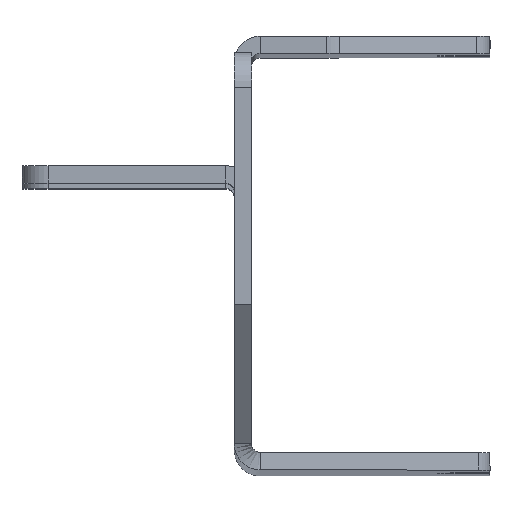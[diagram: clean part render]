
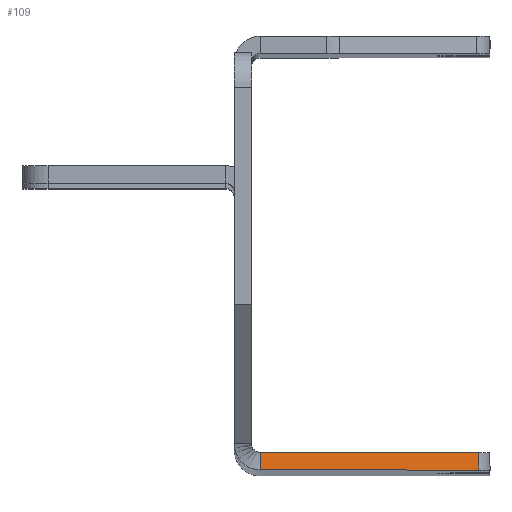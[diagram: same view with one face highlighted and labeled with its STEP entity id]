
A CAD part, top view. The second image highlights one B-rep face of the part: STEP entity #109.
In plain terms, the highlighted planar face has unit normal (0.567, 0, 0.824).
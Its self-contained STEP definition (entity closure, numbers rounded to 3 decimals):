
#109 = ADVANCED_FACE ( 'NONE', ( #226 ), #854, .F. ) ;
#226 = FACE_OUTER_BOUND ( 'NONE', #512, .T. ) ;
#313 = VERTEX_POINT ( 'NONE', #3065 ) ;
#336 = CARTESIAN_POINT ( 'NONE',  ( 28.126, -25., 184.894 ) ) ;
#412 = ORIENTED_EDGE ( 'NONE', *, *, #2917, .T. ) ;
#512 = EDGE_LOOP ( 'NONE', ( #1333, #412, #3421, #1570 ) ) ;
#592 = DIRECTION ( 'NONE',  ( 0.824, 0., -0.567 ) ) ;
#804 = CARTESIAN_POINT ( 'NONE',  ( 28.126, -23., 184.894 ) ) ;
#839 = CARTESIAN_POINT ( 'NONE',  ( 28.126, -25., 184.894 ) ) ;
#854 = PLANE ( 'NONE',  #2455 ) ;
#1110 = VECTOR ( 'NONE', #592, 1000. ) ;
#1333 = ORIENTED_EDGE ( 'NONE', *, *, #1811, .F. ) ;
#1455 = CARTESIAN_POINT ( 'NONE',  ( 28.126, -23., 184.894 ) ) ;
#1505 = CARTESIAN_POINT ( 'NONE',  ( 3., -23., 202.203 ) ) ;
#1570 = ORIENTED_EDGE ( 'NONE', *, *, #2032, .F. ) ;
#1728 = CARTESIAN_POINT ( 'NONE',  ( 3., -23., 202.203 ) ) ;
#1748 = LINE ( 'NONE', #336, #1110 ) ;
#1811 = EDGE_CURVE ( 'NONE', #313, #2758, #1969, .T. ) ;
#1858 = EDGE_CURVE ( 'NONE', #2223, #2756, #3348, .T. ) ;
#1935 = DIRECTION ( 'NONE',  ( -0.824, 0., 0.567 ) ) ;
#1969 = B_SPLINE_CURVE_WITH_KNOTS ( 'NONE', 1,
 ( #2501, #1505 ),
 .UNSPECIFIED., .F., .F.,
 ( 2, 2 ),
 ( 0., 1. ),
 .UNSPECIFIED. ) ;
#2032 = EDGE_CURVE ( 'NONE', #2758, #2223, #2480, .T. ) ;
#2145 = DIRECTION ( 'NONE',  ( -0.567, 0., -0.824 ) ) ;
#2223 = VERTEX_POINT ( 'NONE', #3287 ) ;
#2455 = AXIS2_PLACEMENT_3D ( 'NONE', #804, #2145, #1935 ) ;
#2480 = LINE ( 'NONE', #2956, #2582 ) ;
#2501 = CARTESIAN_POINT ( 'NONE',  ( 3., -25., 202.203 ) ) ;
#2540 = DIRECTION ( 'NONE',  ( 0.824, 0., -0.567 ) ) ;
#2582 = VECTOR ( 'NONE', #2540, 1000. ) ;
#2756 = VERTEX_POINT ( 'NONE', #839 ) ;
#2758 = VERTEX_POINT ( 'NONE', #1728 ) ;
#2804 = DIRECTION ( 'NONE',  ( 0., -1., 0. ) ) ;
#2917 = EDGE_CURVE ( 'NONE', #313, #2756, #1748, .T. ) ;
#2956 = CARTESIAN_POINT ( 'NONE',  ( 28.126, -23., 184.894 ) ) ;
#3065 = CARTESIAN_POINT ( 'NONE',  ( 3., -25., 202.203 ) ) ;
#3161 = VECTOR ( 'NONE', #2804, 1000. ) ;
#3287 = CARTESIAN_POINT ( 'NONE',  ( 28.126, -23., 184.894 ) ) ;
#3348 = LINE ( 'NONE', #1455, #3161 ) ;
#3421 = ORIENTED_EDGE ( 'NONE', *, *, #1858, .F. ) ;
